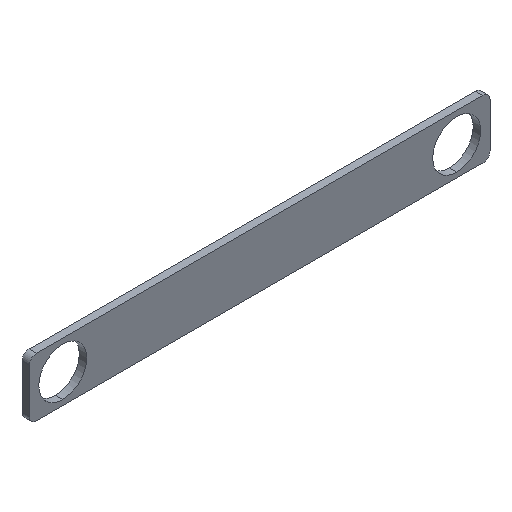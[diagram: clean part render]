
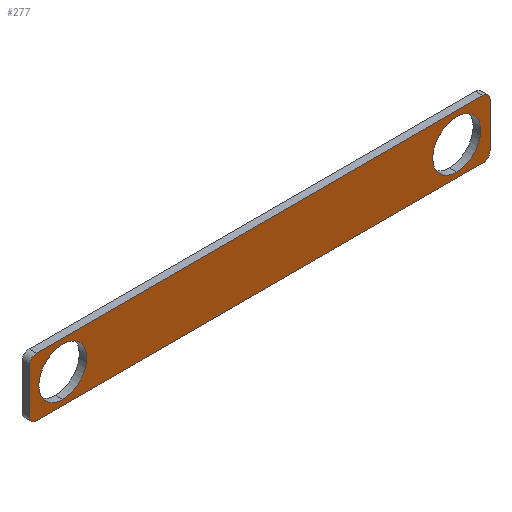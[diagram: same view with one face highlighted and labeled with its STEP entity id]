
A CAD part, isometric view. The second image highlights one B-rep face of the part: STEP entity #277.
In plain terms, the highlighted planar face has unit normal (0, -1, 0).
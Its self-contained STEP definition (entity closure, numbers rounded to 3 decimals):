
#8 = DIRECTION ( 'NONE',  ( 0., -1., 0. ) ) ;
#23 = EDGE_CURVE ( 'NONE', #167, #107, #291, .T. ) ;
#25 = CARTESIAN_POINT ( 'NONE',  ( 31.118, 0., -10.25 ) ) ;
#32 = CARTESIAN_POINT ( 'NONE',  ( -137.382, 0., -10.25 ) ) ;
#38 = EDGE_CURVE ( 'NONE', #281, #411, #386, .T. ) ;
#39 = DIRECTION ( 'NONE',  ( 0., 0., -1. ) ) ;
#52 = AXIS2_PLACEMENT_3D ( 'NONE', #229, #8, #328 ) ;
#62 = AXIS2_PLACEMENT_3D ( 'NONE', #364, #197, #39 ) ;
#67 = LINE ( 'NONE', #188, #126 ) ;
#76 = VERTEX_POINT ( 'NONE', #487 ) ;
#77 = FACE_OUTER_BOUND ( 'NONE', #117, .T. ) ;
#86 = ORIENTED_EDGE ( 'NONE', *, *, #23, .F. ) ;
#87 = DIRECTION ( 'NONE',  ( 0., 1., 0. ) ) ;
#88 = EDGE_CURVE ( 'NONE', #411, #281, #292, .T. ) ;
#104 = CARTESIAN_POINT ( 'NONE',  ( 31.118, 0., 10.25 ) ) ;
#107 = VERTEX_POINT ( 'NONE', #169 ) ;
#109 = AXIS2_PLACEMENT_3D ( 'NONE', #202, #238, #164 ) ;
#113 = DIRECTION ( 'NONE',  ( 0., 1., 0. ) ) ;
#117 = EDGE_LOOP ( 'NONE', ( #224, #218, #486, #404, #86, #492, #242, #517 ) ) ;
#118 = CARTESIAN_POINT ( 'NONE',  ( 45.368, 0., 0. ) ) ;
#126 = VECTOR ( 'NONE', #460, 1000. ) ;
#133 = CARTESIAN_POINT ( 'NONE',  ( -137.382, 0., 0. ) ) ;
#155 = EDGE_LOOP ( 'NONE', ( #253, #269 ) ) ;
#159 = AXIS2_PLACEMENT_3D ( 'NONE', #248, #446, #199 ) ;
#162 = CARTESIAN_POINT ( 'NONE',  ( -137.382, 0., 10.25 ) ) ;
#164 = DIRECTION ( 'NONE',  ( 0., 0., 1. ) ) ;
#167 = VERTEX_POINT ( 'NONE', #470 ) ;
#169 = CARTESIAN_POINT ( 'NONE',  ( 42.368, 0., 12.5 ) ) ;
#170 = DIRECTION ( 'NONE',  ( 0., 1., 0. ) ) ;
#176 = DIRECTION ( 'NONE',  ( 0., 0., 1. ) ) ;
#181 = CARTESIAN_POINT ( 'NONE',  ( -148.632, 0., -12.5 ) ) ;
#184 = VECTOR ( 'NONE', #340, 1000. ) ;
#186 = VECTOR ( 'NONE', #366, 1000. ) ;
#188 = CARTESIAN_POINT ( 'NONE',  ( 0., 0., -12.5 ) ) ;
#189 = VERTEX_POINT ( 'NONE', #25 ) ;
#194 = AXIS2_PLACEMENT_3D ( 'NONE', #465, #220, #463 ) ;
#196 = VERTEX_POINT ( 'NONE', #468 ) ;
#197 = DIRECTION ( 'NONE',  ( 0., -1., 0. ) ) ;
#199 = DIRECTION ( 'NONE',  ( 0., 0., -1. ) ) ;
#202 = CARTESIAN_POINT ( 'NONE',  ( 31.118, 0., 0. ) ) ;
#210 = EDGE_CURVE ( 'NONE', #475, #442, #67, .T. ) ;
#218 = ORIENTED_EDGE ( 'NONE', *, *, #507, .T. ) ;
#220 = DIRECTION ( 'NONE',  ( 0., -1., 0. ) ) ;
#221 = CARTESIAN_POINT ( 'NONE',  ( 0., 0., 12.5 ) ) ;
#223 = DIRECTION ( 'NONE',  ( 0., -1., 0. ) ) ;
#224 = ORIENTED_EDGE ( 'NONE', *, *, #210, .F. ) ;
#229 = CARTESIAN_POINT ( 'NONE',  ( 42.368, 0., -9.5 ) ) ;
#231 = CARTESIAN_POINT ( 'NONE',  ( -148.632, 0., -9.5 ) ) ;
#233 = EDGE_CURVE ( 'NONE', #196, #442, #314, .T. ) ;
#238 = DIRECTION ( 'NONE',  ( 0., 1., 0. ) ) ;
#239 = EDGE_LOOP ( 'NONE', ( #247, #320 ) ) ;
#242 = ORIENTED_EDGE ( 'NONE', *, *, #434, .F. ) ;
#243 = LINE ( 'NONE', #118, #186 ) ;
#246 = VECTOR ( 'NONE', #270, 1000. ) ;
#247 = ORIENTED_EDGE ( 'NONE', *, *, #38, .T. ) ;
#248 = CARTESIAN_POINT ( 'NONE',  ( 0., 0., 0. ) ) ;
#251 = DIRECTION ( 'NONE',  ( 0., 0., 1. ) ) ;
#252 = AXIS2_PLACEMENT_3D ( 'NONE', #488, #87, #251 ) ;
#253 = ORIENTED_EDGE ( 'NONE', *, *, #303, .T. ) ;
#255 = VERTEX_POINT ( 'NONE', #352 ) ;
#269 = ORIENTED_EDGE ( 'NONE', *, *, #356, .T. ) ;
#270 = DIRECTION ( 'NONE',  ( 0., 0., 1. ) ) ;
#272 = CIRCLE ( 'NONE', #62, 3. ) ;
#277 = ADVANCED_FACE ( 'NONE', ( #77, #324, #520 ), #478, .T. ) ;
#281 = VERTEX_POINT ( 'NONE', #32 ) ;
#291 = LINE ( 'NONE', #221, #184 ) ;
#292 = CIRCLE ( 'NONE', #252, 10.25 ) ;
#294 = CIRCLE ( 'NONE', #304, 10.25 ) ;
#303 = EDGE_CURVE ( 'NONE', #189, #444, #498, .T. ) ;
#304 = AXIS2_PLACEMENT_3D ( 'NONE', #397, #113, #358 ) ;
#314 = CIRCLE ( 'NONE', #409, 3. ) ;
#320 = ORIENTED_EDGE ( 'NONE', *, *, #88, .T. ) ;
#324 = FACE_BOUND ( 'NONE', #155, .T. ) ;
#328 = DIRECTION ( 'NONE',  ( 0., 0., -1. ) ) ;
#331 = EDGE_CURVE ( 'NONE', #76, #107, #272, .T. ) ;
#340 = DIRECTION ( 'NONE',  ( 1., 0., 0. ) ) ;
#342 = LINE ( 'NONE', #497, #246 ) ;
#347 = DIRECTION ( 'NONE',  ( 0., 0., -1. ) ) ;
#350 = EDGE_CURVE ( 'NONE', #76, #255, #243, .T. ) ;
#352 = CARTESIAN_POINT ( 'NONE',  ( 45.368, 0., -9.5 ) ) ;
#356 = EDGE_CURVE ( 'NONE', #444, #189, #294, .T. ) ;
#358 = DIRECTION ( 'NONE',  ( 0., 0., 1. ) ) ;
#364 = CARTESIAN_POINT ( 'NONE',  ( 42.368, 0., 9.5 ) ) ;
#366 = DIRECTION ( 'NONE',  ( 0., 0., -1. ) ) ;
#386 = CIRCLE ( 'NONE', #428, 10.25 ) ;
#397 = CARTESIAN_POINT ( 'NONE',  ( 31.118, 0., 0. ) ) ;
#399 = VERTEX_POINT ( 'NONE', #435 ) ;
#404 = ORIENTED_EDGE ( 'NONE', *, *, #331, .T. ) ;
#409 = AXIS2_PLACEMENT_3D ( 'NONE', #231, #223, #347 ) ;
#411 = VERTEX_POINT ( 'NONE', #162 ) ;
#419 = CIRCLE ( 'NONE', #194, 3. ) ;
#428 = AXIS2_PLACEMENT_3D ( 'NONE', #133, #170, #176 ) ;
#434 = EDGE_CURVE ( 'NONE', #196, #399, #342, .T. ) ;
#435 = CARTESIAN_POINT ( 'NONE',  ( -151.632, 0., 9.5 ) ) ;
#442 = VERTEX_POINT ( 'NONE', #181 ) ;
#444 = VERTEX_POINT ( 'NONE', #104 ) ;
#446 = DIRECTION ( 'NONE',  ( 0., -1., 0. ) ) ;
#460 = DIRECTION ( 'NONE',  ( -1., 0., 0. ) ) ;
#463 = DIRECTION ( 'NONE',  ( 0., 0., -1. ) ) ;
#465 = CARTESIAN_POINT ( 'NONE',  ( -148.632, 0., 9.5 ) ) ;
#468 = CARTESIAN_POINT ( 'NONE',  ( -151.632, 0., -9.5 ) ) ;
#470 = CARTESIAN_POINT ( 'NONE',  ( -148.632, 0., 12.5 ) ) ;
#475 = VERTEX_POINT ( 'NONE', #501 ) ;
#478 = PLANE ( 'NONE',  #159 ) ;
#486 = ORIENTED_EDGE ( 'NONE', *, *, #350, .F. ) ;
#487 = CARTESIAN_POINT ( 'NONE',  ( 45.368, 0., 9.5 ) ) ;
#488 = CARTESIAN_POINT ( 'NONE',  ( -137.382, 0., 0. ) ) ;
#492 = ORIENTED_EDGE ( 'NONE', *, *, #514, .T. ) ;
#497 = CARTESIAN_POINT ( 'NONE',  ( -151.632, 0., 0. ) ) ;
#498 = CIRCLE ( 'NONE', #109, 10.25 ) ;
#501 = CARTESIAN_POINT ( 'NONE',  ( 42.368, 0., -12.5 ) ) ;
#507 = EDGE_CURVE ( 'NONE', #475, #255, #510, .T. ) ;
#510 = CIRCLE ( 'NONE', #52, 3. ) ;
#514 = EDGE_CURVE ( 'NONE', #167, #399, #419, .T. ) ;
#517 = ORIENTED_EDGE ( 'NONE', *, *, #233, .T. ) ;
#520 = FACE_BOUND ( 'NONE', #239, .T. ) ;
